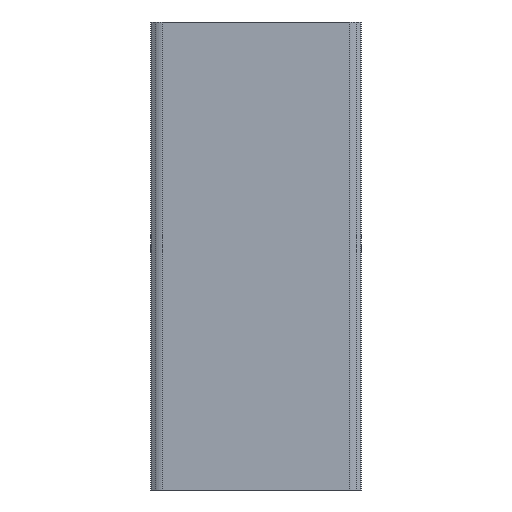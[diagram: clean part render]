
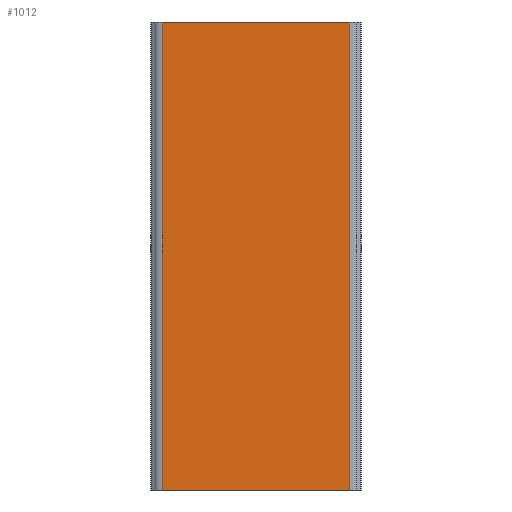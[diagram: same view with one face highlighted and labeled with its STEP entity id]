
A CAD part, front view. The second image highlights one B-rep face of the part: STEP entity #1012.
In plain terms, the highlighted planar face has unit normal (0, -1, 0).
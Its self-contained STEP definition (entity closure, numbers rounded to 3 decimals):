
#58 = VERTEX_POINT ( 'NONE', #250 ) ;
#69 = VERTEX_POINT ( 'NONE', #261 ) ;
#77 = VERTEX_POINT ( 'NONE', #269 ) ;
#78 = VERTEX_POINT ( 'NONE', #270 ) ;
#136 = VECTOR ( 'NONE', #1455, 1000. ) ;
#162 = EDGE_LOOP ( 'NONE', ( #336, #337, #338, #339 ) ) ;
#250 = CARTESIAN_POINT ( 'NONE',  ( -20., -9., 100. ) ) ;
#261 = CARTESIAN_POINT ( 'NONE',  ( 20., -9., 100. ) ) ;
#269 = CARTESIAN_POINT ( 'NONE',  ( 20., -9., 0. ) ) ;
#270 = CARTESIAN_POINT ( 'NONE',  ( -20., -9., 0. ) ) ;
#336 = ORIENTED_EDGE ( 'NONE', *, *, #587, .T. ) ;
#337 = ORIENTED_EDGE ( 'NONE', *, *, #623, .F. ) ;
#338 = ORIENTED_EDGE ( 'NONE', *, *, #1227, .F. ) ;
#339 = ORIENTED_EDGE ( 'NONE', *, *, #622, .T. ) ;
#587 = EDGE_CURVE ( 'NONE', #78, #77, #1450, .T. ) ;
#622 = EDGE_CURVE ( 'NONE', #58, #78, #914, .T. ) ;
#623 = EDGE_CURVE ( 'NONE', #69, #77, #917, .T. ) ;
#753 = LINE ( 'NONE', #754, #1393 ) ;
#754 = CARTESIAN_POINT ( 'NONE',  ( -20., -9., 100. ) ) ;
#767 = DIRECTION ( 'NONE',  ( 1., 0., 0. ) ) ;
#829 = FACE_OUTER_BOUND ( 'NONE', #162, .T. ) ;
#830 = PLANE ( 'NONE',  #1298 ) ;
#833 = CARTESIAN_POINT ( 'NONE',  ( -20., -9., 100. ) ) ;
#834 = DIRECTION ( 'NONE',  ( 0., 1., 0. ) ) ;
#835 = DIRECTION ( 'NONE',  ( 0., 0., 1. ) ) ;
#914 = LINE ( 'NONE', #915, #1266 ) ;
#915 = CARTESIAN_POINT ( 'NONE',  ( -20., -9., 100. ) ) ;
#916 = DIRECTION ( 'NONE',  ( 0., 0., -1. ) ) ;
#917 = LINE ( 'NONE', #918, #1267 ) ;
#918 = CARTESIAN_POINT ( 'NONE',  ( 20., -9., 100. ) ) ;
#919 = DIRECTION ( 'NONE',  ( 0., 0., -1. ) ) ;
#1012 = ADVANCED_FACE ( 'NONE', ( #829 ), #830, .F. ) ;
#1227 = EDGE_CURVE ( 'NONE', #58, #69, #753, .T. ) ;
#1266 = VECTOR ( 'NONE', #916, 1000. ) ;
#1267 = VECTOR ( 'NONE', #919, 1000. ) ;
#1298 = AXIS2_PLACEMENT_3D ( 'NONE', #833, #834, #835 ) ;
#1393 = VECTOR ( 'NONE', #767, 1000. ) ;
#1448 = CARTESIAN_POINT ( 'NONE',  ( -20., -9., 0. ) ) ;
#1450 = LINE ( 'NONE', #1448, #136 ) ;
#1455 = DIRECTION ( 'NONE',  ( 1., 0., 0. ) ) ;
